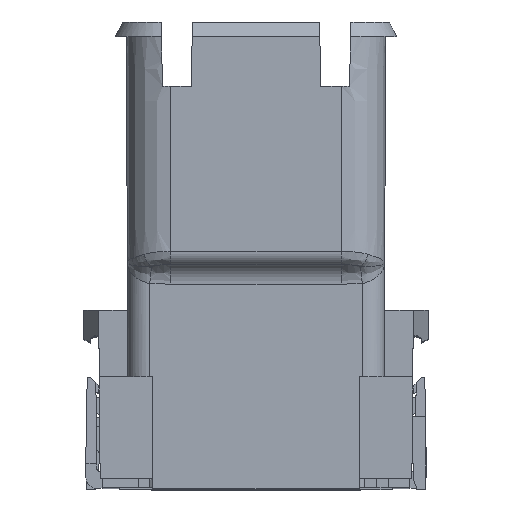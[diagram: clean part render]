
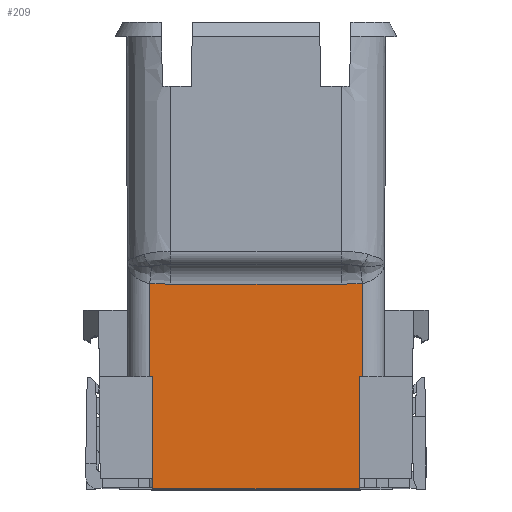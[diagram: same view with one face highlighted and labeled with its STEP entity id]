
A CAD part, top view. The second image highlights one B-rep face of the part: STEP entity #209.
In plain terms, the highlighted planar face has unit normal (0, -0.009, 1).
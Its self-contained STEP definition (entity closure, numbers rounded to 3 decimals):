
#95=B_SPLINE_CURVE_WITH_KNOTS('',3,(#14959,#14960,#14961,#14962,#14963,
#14964,#14965),.UNSPECIFIED.,.F.,.F.,(4,3,4),(0.,0.495,1.),
 .UNSPECIFIED.);
#96=B_SPLINE_CURVE_WITH_KNOTS('',3,(#14981,#14982,#14983,#14984),
 .UNSPECIFIED.,.F.,.F.,(4,4),(0.,1.),.UNSPECIFIED.);
#209=ADVANCED_FACE('',(#1310),#778,.T.);
#778=PLANE('',#11182);
#1310=FACE_OUTER_BOUND('',#1903,.T.);
#1903=EDGE_LOOP('',(#2694,#2695,#2696,#2697,#2698,#2699,#2700,#2701,#2702,
#2703));
#2694=ORIENTED_EDGE('',*,*,#6856,.T.);
#2695=ORIENTED_EDGE('',*,*,#6857,.T.);
#2696=ORIENTED_EDGE('',*,*,#6858,.F.);
#2697=ORIENTED_EDGE('',*,*,#6859,.F.);
#2698=ORIENTED_EDGE('',*,*,#6860,.T.);
#2699=ORIENTED_EDGE('',*,*,#6861,.T.);
#2700=ORIENTED_EDGE('',*,*,#6862,.F.);
#2701=ORIENTED_EDGE('',*,*,#6863,.F.);
#2702=ORIENTED_EDGE('',*,*,#6864,.F.);
#2703=ORIENTED_EDGE('',*,*,#6865,.T.);
#5818=VERTEX_POINT('',#14957);
#5819=VERTEX_POINT('',#14958);
#5820=VERTEX_POINT('',#14966);
#5821=VERTEX_POINT('',#14968);
#5822=VERTEX_POINT('',#14970);
#5823=VERTEX_POINT('',#14972);
#5824=VERTEX_POINT('',#14974);
#5825=VERTEX_POINT('',#14976);
#5826=VERTEX_POINT('',#14978);
#5827=VERTEX_POINT('',#14980);
#6856=EDGE_CURVE('',#5818,#5819,#8421,.T.);
#6857=EDGE_CURVE('',#5819,#5820,#95,.T.);
#6858=EDGE_CURVE('',#5821,#5820,#8422,.T.);
#6859=EDGE_CURVE('',#5822,#5821,#8423,.T.);
#6860=EDGE_CURVE('',#5822,#5823,#8424,.T.);
#6861=EDGE_CURVE('',#5823,#5824,#8425,.T.);
#6862=EDGE_CURVE('',#5825,#5824,#8426,.T.);
#6863=EDGE_CURVE('',#5826,#5825,#8427,.T.);
#6864=EDGE_CURVE('',#5827,#5826,#8428,.T.);
#6865=EDGE_CURVE('',#5827,#5818,#96,.T.);
#8421=LINE('',#14956,#9902);
#8422=LINE('',#14967,#9903);
#8423=LINE('',#14969,#9904);
#8424=LINE('',#14971,#9905);
#8425=LINE('',#14973,#9906);
#8426=LINE('',#14975,#9907);
#8427=LINE('',#14977,#9908);
#8428=LINE('',#14979,#9909);
#9902=VECTOR('',#12034,1.);
#9903=VECTOR('',#12035,1.);
#9904=VECTOR('',#12036,1.);
#9905=VECTOR('',#12037,1.);
#9906=VECTOR('',#12038,1.);
#9907=VECTOR('',#12039,1.);
#9908=VECTOR('',#12040,1.);
#9909=VECTOR('',#12041,1.);
#11182=AXIS2_PLACEMENT_3D('',#14985,#12042,#12043);
#12034=DIRECTION('',(-1.,0.,0.));
#12035=DIRECTION('',(0.,1.,0.009));
#12036=DIRECTION('',(-1.,0.,0.));
#12037=DIRECTION('',(0.,-1.,-0.009));
#12038=DIRECTION('',(1.,0.,0.));
#12039=DIRECTION('',(0.,-1.,-0.009));
#12040=DIRECTION('',(-1.,0.,0.));
#12041=DIRECTION('',(0.,-1.,-0.009));
#12042=DIRECTION('',(0.,-0.009,1.));
#12043=DIRECTION('',(0.,-1.,-0.009));
#14956=CARTESIAN_POINT('',(11.8,32.308,25.147));
#14957=CARTESIAN_POINT('',(11.8,32.308,25.147));
#14958=CARTESIAN_POINT('',(-11.8,32.308,25.147));
#14959=CARTESIAN_POINT('',(-11.8,32.308,25.147));
#14960=CARTESIAN_POINT('',(-12.279,32.308,25.147));
#14961=CARTESIAN_POINT('',(-12.759,32.307,25.147));
#14962=CARTESIAN_POINT('',(-13.238,32.315,25.147));
#14963=CARTESIAN_POINT('',(-13.726,32.322,25.147));
#14964=CARTESIAN_POINT('',(-14.215,32.339,25.147));
#14965=CARTESIAN_POINT('',(-14.7,32.389,25.148));
#14966=CARTESIAN_POINT('',(-14.7,32.389,25.148));
#14967=CARTESIAN_POINT('',(-14.7,28.692,25.116));
#14968=CARTESIAN_POINT('',(-14.7,19.492,25.035));
#14969=CARTESIAN_POINT('',(-11.75,19.492,25.035));
#14970=CARTESIAN_POINT('',(-14.25,19.492,25.035));
#14971=CARTESIAN_POINT('',(-14.25,3.992,24.9));
#14972=CARTESIAN_POINT('',(-14.25,3.992,24.9));
#14973=CARTESIAN_POINT('',(-21.55,3.992,24.9));
#14974=CARTESIAN_POINT('',(14.25,3.992,24.9));
#14975=CARTESIAN_POINT('',(14.25,3.992,24.9));
#14976=CARTESIAN_POINT('',(14.25,19.492,25.035));
#14977=CARTESIAN_POINT('',(-21.55,19.492,25.035));
#14978=CARTESIAN_POINT('',(14.7,19.492,25.035));
#14979=CARTESIAN_POINT('',(14.7,3.992,24.9));
#14980=CARTESIAN_POINT('',(14.7,32.389,25.148));
#14981=CARTESIAN_POINT('',(14.7,32.389,25.148));
#14982=CARTESIAN_POINT('',(13.736,32.29,25.147));
#14983=CARTESIAN_POINT('',(12.768,32.308,25.147));
#14984=CARTESIAN_POINT('',(11.8,32.308,25.147));
#14985=CARTESIAN_POINT('',(-21.55,3.992,24.9));
